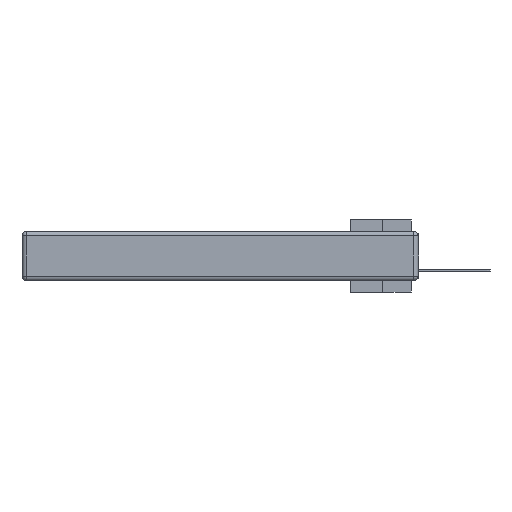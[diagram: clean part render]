
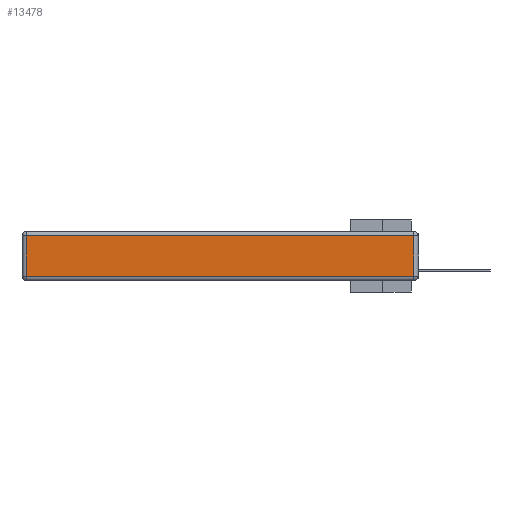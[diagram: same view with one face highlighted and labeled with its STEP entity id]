
A CAD part, left-side view. The second image highlights one B-rep face of the part: STEP entity #13478.
In plain terms, the highlighted planar face has unit normal (-1, 0, 0).
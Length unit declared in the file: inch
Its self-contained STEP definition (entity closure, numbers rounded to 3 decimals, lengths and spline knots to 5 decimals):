
#1004 = AXIS2_PLACEMENT_3D ( 'NONE', #17773, #20472, #26622 ) ;
#1076 = EDGE_CURVE ( 'NONE', #27860, #17537, #24091, .T. ) ;
#2327 = DIRECTION ( 'NONE',  ( 0., -1., 0. ) ) ;
#2951 = PLANE ( 'NONE',  #1004 ) ;
#3114 = VERTEX_POINT ( 'NONE', #26141 ) ;
#4616 = VERTEX_POINT ( 'NONE', #36302 ) ;
#5391 = CARTESIAN_POINT ( 'NONE',  ( 0., 0., -0.313 ) ) ;
#6656 = DIRECTION ( 'NONE',  ( 0., 1., 0. ) ) ;
#8022 = VECTOR ( 'NONE', #29871, 39.37008 ) ;
#9551 = ORIENTED_EDGE ( 'NONE', *, *, #1076, .T. ) ;
#12566 = CARTESIAN_POINT ( 'NONE',  ( 0., 0.03, -0.343 ) ) ;
#13478 = ADVANCED_FACE ( 'NONE', ( #14885 ), #2951, .T. ) ;
#14885 = FACE_OUTER_BOUND ( 'NONE', #17966, .T. ) ;
#15670 = EDGE_CURVE ( 'NONE', #3114, #4616, #19345, .T. ) ;
#15698 = CARTESIAN_POINT ( 'NONE',  ( 0., 2.75, -0.03 ) ) ;
#16279 = CARTESIAN_POINT ( 'NONE',  ( 0., 2.72, -0.343 ) ) ;
#17537 = VERTEX_POINT ( 'NONE', #24077 ) ;
#17773 = CARTESIAN_POINT ( 'NONE',  ( 0., 0., -0.343 ) ) ;
#17966 = EDGE_LOOP ( 'NONE', ( #23789, #9551, #30943, #20822 ) ) ;
#19035 = CARTESIAN_POINT ( 'NONE',  ( 0., 0.03, -0.313 ) ) ;
#19345 = LINE ( 'NONE', #16279, #23146 ) ;
#20472 = DIRECTION ( 'NONE',  ( -1., 0., 0. ) ) ;
#20822 = ORIENTED_EDGE ( 'NONE', *, *, #15670, .T. ) ;
#21919 = EDGE_CURVE ( 'NONE', #17537, #3114, #30322, .T. ) ;
#23146 = VECTOR ( 'NONE', #28002, 39.37008 ) ;
#23789 = ORIENTED_EDGE ( 'NONE', *, *, #25776, .T. ) ;
#24077 = CARTESIAN_POINT ( 'NONE',  ( 0., 0.03, -0.03 ) ) ;
#24091 = LINE ( 'NONE', #12566, #8022 ) ;
#25776 = EDGE_CURVE ( 'NONE', #4616, #27860, #31367, .T. ) ;
#26141 = CARTESIAN_POINT ( 'NONE',  ( 0., 2.72, -0.03 ) ) ;
#26622 = DIRECTION ( 'NONE',  ( 0., 0., 1. ) ) ;
#26707 = VECTOR ( 'NONE', #6656, 39.37008 ) ;
#27860 = VERTEX_POINT ( 'NONE', #19035 ) ;
#28002 = DIRECTION ( 'NONE',  ( 0., 0., -1. ) ) ;
#29871 = DIRECTION ( 'NONE',  ( 0., 0., 1. ) ) ;
#30322 = LINE ( 'NONE', #15698, #26707 ) ;
#30943 = ORIENTED_EDGE ( 'NONE', *, *, #21919, .T. ) ;
#31367 = LINE ( 'NONE', #5391, #31749 ) ;
#31749 = VECTOR ( 'NONE', #2327, 39.37008 ) ;
#36302 = CARTESIAN_POINT ( 'NONE',  ( 0., 2.72, -0.313 ) ) ;
